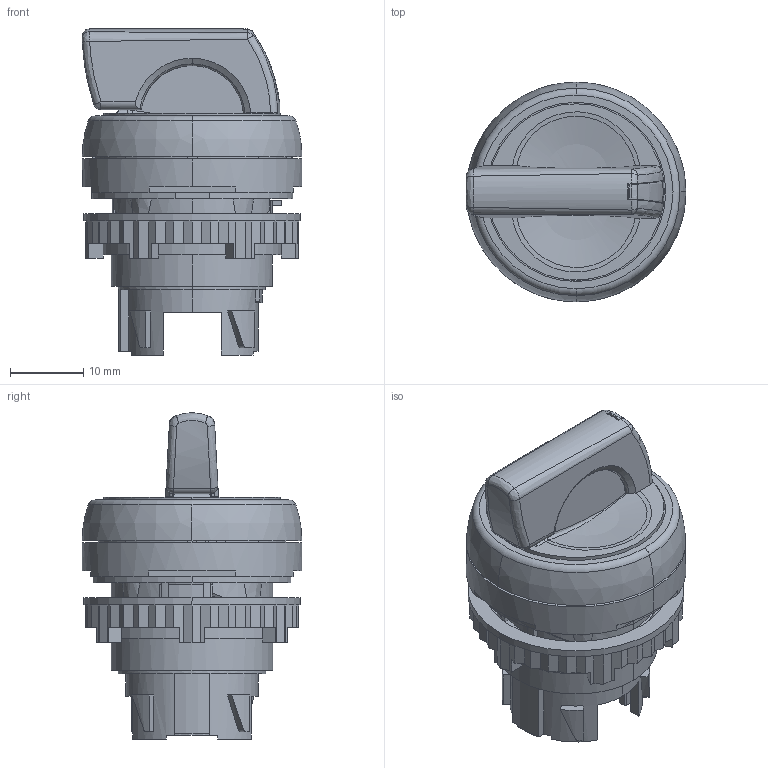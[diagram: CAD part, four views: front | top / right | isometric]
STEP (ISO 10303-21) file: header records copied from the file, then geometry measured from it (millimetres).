
FILE_DESCRIPTION( ( 'STEP AP214' ), '1' );
FILE_NAME( 'L21KM30.stp', ' ', ( ' ' ), ( ' ' ), 'XStep 1.0', ' ', ' ' );
FILE_SCHEMA( ( 'automotive_design' ) );
Length unit declared in the file: millimetre
Products named in the file (10): Part1|Corps principal ( *SOL2 - wsp *MASTER -  )|Solide.1 (  de JELE 4183 : issu de *SOL2 - wsp *MASTER -  ) ( Brep de *SOL2 ); Part1|Corps de pièce.2 ( *SOL3 - wsp *MASTER -  )|Solide.2 (  de JELE 6961 : issu de *SOL3 - wsp *MASTER -  ) ( Brep de *SOL3 ); Part1|Corps de pièce.3 ( *SOL4 - wsp *MASTER -  )|Solide.3 (  de JELE 9738 : issu de *SOL4 - wsp *MASTER -  ) ( Brep de *SOL4 ); Part1|Corps de pièce.4 ( *SOL5 - wsp *MASTER -  -Non Smart-  )|Solide.4 (  de JELE 14179 : issu de *SOL5 - wsp *MASTER -  ) ( Brep de *SOL5 ); Part1|Corps de pièce.5 ( *SOL6 - wsp *MASTER -  -Non Smart-  )|Solide.5 (  de JELE 14839 : issu de *SOL6 - wsp *MASTER -  ) ( Brep de *SOL6 ); Part1|Corps de pièce.6 ( *SOL7 - wsp *MASTER -  )|Solide.6 (  de JELE 19398 : issu de *SOL7 - wsp *MASTER -  ) ( Brep de *SOL7 ); Part1|Corps de pièce.7 ( 054543000 - wsp *MASTER -  )|Solide.7 (  de JELE 27027 : issu de 054543000 - wsp *MASTER -  ) ( Brep de 054543000 ); Part1|Corps de pièce.8 ( *SOL9 - wsp *MASTER -  -Non Smart-  )|Solide.8 (  de JELE 28497 : issu de *SOL9 - wsp *MASTER -  ) ( Brep de *SOL9 ); Part1|Corps de pièce.9 ( 039711000 - wsp *MASTER -  )|Solide.9 (  de JELE 32281 : issu de 039711000 - wsp *MASTER -  ) ( Brep de 039711000 ); Part1|Corps de pièce.10 ( *SOL11 - wsp *MASTER -  )|Solide.10 (  de JELE 33560 : issu de *SOL11 - wsp *MASTER -  ) ( Brep de *SOL11 )
Bounding box: 29.93 x 29.9 x 44.39 mm (x, y, z)
Volume: 11367.4 mm3; surface area: 16295.8 mm2
Topology: 10 solids, 10 shells, 1261 faces, 3457 edges, 2212 vertices
Faces by surface type: plane 557, cylinder 359, bspline 262, cone 44, torus 33, sphere 6
Entity records: 88566 total; most frequent: CARTESIAN_POINT 19892, STYLED_ITEM 6930, PRESENTATION_STYLE_ASSIGNMENT 6930, COLOUR_RGB 6930, ORIENTED_EDGE 6894, DIRECTION 5412, EDGE_CURVE 3447, CURVE_STYLE 3447
